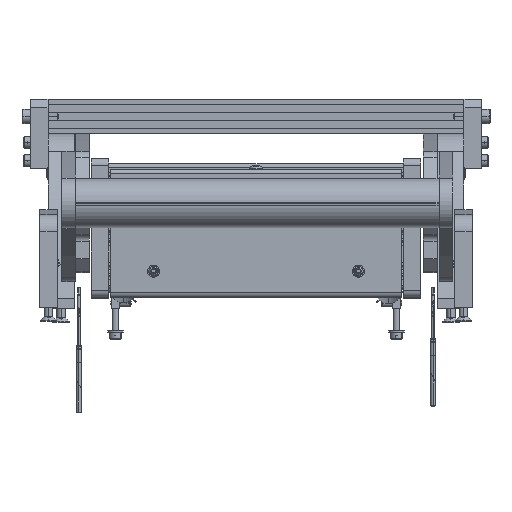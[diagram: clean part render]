
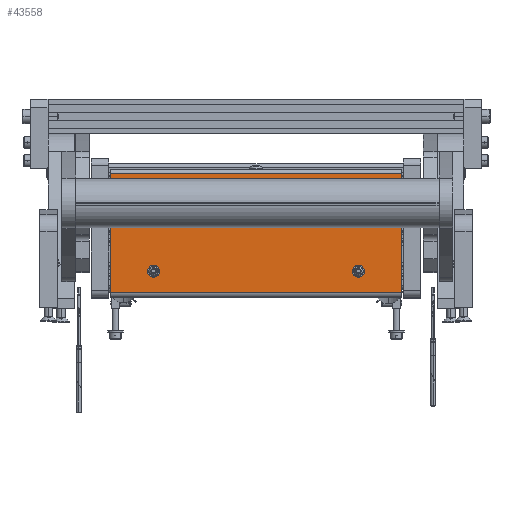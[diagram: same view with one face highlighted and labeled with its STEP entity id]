
A CAD part, top view. The second image highlights one B-rep face of the part: STEP entity #43558.
In plain terms, the highlighted face is planar.
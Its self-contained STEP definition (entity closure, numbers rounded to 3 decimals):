
#499 = CARTESIAN_POINT ( 'NONE',  ( 61.1, 58.8, 0. ) ) ;
#673 = VERTEX_POINT ( 'NONE', #499 ) ;
#682 = EDGE_LOOP ( 'NONE', ( #32318, #33161 ) ) ;
#6136 = EDGE_CURVE ( 'NONE', #23618, #16811, #38699, .T. ) ;
#6618 = DIRECTION ( 'NONE',  ( 0., 0., -1. ) ) ;
#6694 = CARTESIAN_POINT ( 'NONE',  ( 84., 2.737, 0. ) ) ;
#6981 = DIRECTION ( 'NONE',  ( 0., 1., 0. ) ) ;
#8007 = DIRECTION ( 'NONE',  ( 0., 0., -1. ) ) ;
#8764 = AXIS2_PLACEMENT_3D ( 'NONE', #18791, #6618, #23752 ) ;
#9112 = AXIS2_PLACEMENT_3D ( 'NONE', #46712, #38138, #42499 ) ;
#9597 = CIRCLE ( 'NONE', #9112, 2.1 ) ;
#10625 = CARTESIAN_POINT ( 'NONE',  ( 56.9, 58.8, 0. ) ) ;
#11042 = DIRECTION ( 'NONE',  ( -1., 0., 0. ) ) ;
#11496 = CARTESIAN_POINT ( 'NONE',  ( -61.1, 58.8, 0. ) ) ;
#11911 = VERTEX_POINT ( 'NONE', #24231 ) ;
#12443 = ORIENTED_EDGE ( 'NONE', *, *, #53305, .F. ) ;
#12668 = DIRECTION ( 'NONE',  ( -1., 0., 0. ) ) ;
#12864 = EDGE_CURVE ( 'NONE', #40206, #11911, #40938, .T. ) ;
#13238 = EDGE_CURVE ( 'NONE', #46901, #35922, #39643, .T. ) ;
#13408 = ORIENTED_EDGE ( 'NONE', *, *, #56012, .F. ) ;
#13547 = CARTESIAN_POINT ( 'NONE',  ( 84., 0., 0. ) ) ;
#16811 = VERTEX_POINT ( 'NONE', #11496 ) ;
#18791 = CARTESIAN_POINT ( 'NONE',  ( 59., 58.8, 0. ) ) ;
#19524 = CARTESIAN_POINT ( 'NONE',  ( -84., 0., 0. ) ) ;
#20264 = ORIENTED_EDGE ( 'NONE', *, *, #12864, .T. ) ;
#20507 = ORIENTED_EDGE ( 'NONE', *, *, #30562, .F. ) ;
#21624 = DIRECTION ( 'NONE',  ( -1., 0., 0. ) ) ;
#21838 = EDGE_LOOP ( 'NONE', ( #13408, #56017, #20507, #20264 ) ) ;
#23544 = VECTOR ( 'NONE', #34549, 1000. ) ;
#23618 = VERTEX_POINT ( 'NONE', #23792 ) ;
#23752 = DIRECTION ( 'NONE',  ( -1., 0., 0. ) ) ;
#23792 = CARTESIAN_POINT ( 'NONE',  ( -56.9, 58.8, 0. ) ) ;
#24231 = CARTESIAN_POINT ( 'NONE',  ( -84., 71.133, 0. ) ) ;
#26399 = EDGE_CURVE ( 'NONE', #43508, #673, #9597, .T. ) ;
#28578 = ORIENTED_EDGE ( 'NONE', *, *, #26399, .F. ) ;
#28668 = CARTESIAN_POINT ( 'NONE',  ( -84., 0., 0. ) ) ;
#29369 = CIRCLE ( 'NONE', #8764, 2.1 ) ;
#29886 = CARTESIAN_POINT ( 'NONE',  ( -59., 58.8, 0. ) ) ;
#30106 = CARTESIAN_POINT ( 'NONE',  ( -84., 2.737, 0. ) ) ;
#30562 = EDGE_CURVE ( 'NONE', #40206, #46901, #55666, .T. ) ;
#32318 = ORIENTED_EDGE ( 'NONE', *, *, #49415, .F. ) ;
#33161 = ORIENTED_EDGE ( 'NONE', *, *, #6136, .F. ) ;
#34549 = DIRECTION ( 'NONE',  ( 1., 0., 0. ) ) ;
#35848 = VECTOR ( 'NONE', #21624, 1000. ) ;
#35922 = VERTEX_POINT ( 'NONE', #43444 ) ;
#35942 = AXIS2_PLACEMENT_3D ( 'NONE', #28668, #55212, #11042 ) ;
#36189 = CARTESIAN_POINT ( 'NONE',  ( -84., 2.737, 0. ) ) ;
#36227 = VECTOR ( 'NONE', #6981, 1000. ) ;
#36748 = FACE_BOUND ( 'NONE', #682, .T. ) ;
#38138 = DIRECTION ( 'NONE',  ( 0., 0., -1. ) ) ;
#38699 = CIRCLE ( 'NONE', #51313, 2.1 ) ;
#38910 = CARTESIAN_POINT ( 'NONE',  ( -59., 58.8, 0. ) ) ;
#39643 = LINE ( 'NONE', #13547, #53256 ) ;
#40206 = VERTEX_POINT ( 'NONE', #36189 ) ;
#40866 = FACE_BOUND ( 'NONE', #46005, .T. ) ;
#40938 = LINE ( 'NONE', #19524, #36227 ) ;
#42499 = DIRECTION ( 'NONE',  ( -1., 0., 0. ) ) ;
#42641 = LINE ( 'NONE', #47799, #35848 ) ;
#42909 = DIRECTION ( 'NONE',  ( 0., 0., -1. ) ) ;
#43100 = DIRECTION ( 'NONE',  ( -1., 0., 0. ) ) ;
#43444 = CARTESIAN_POINT ( 'NONE',  ( 84., 71.133, 0. ) ) ;
#43508 = VERTEX_POINT ( 'NONE', #10625 ) ;
#43558 = ADVANCED_FACE ( 'NONE', ( #36748, #40866, #48279 ), #49899, .T. ) ;
#44697 = DIRECTION ( 'NONE',  ( 0., 1., 0. ) ) ;
#46005 = EDGE_LOOP ( 'NONE', ( #28578, #12443 ) ) ;
#46712 = CARTESIAN_POINT ( 'NONE',  ( 59., 58.8, 0. ) ) ;
#46901 = VERTEX_POINT ( 'NONE', #6694 ) ;
#47799 = CARTESIAN_POINT ( 'NONE',  ( -84., 71.133, 0. ) ) ;
#48279 = FACE_OUTER_BOUND ( 'NONE', #21838, .T. ) ;
#49415 = EDGE_CURVE ( 'NONE', #16811, #23618, #53770, .T. ) ;
#49899 = PLANE ( 'NONE',  #35942 ) ;
#51313 = AXIS2_PLACEMENT_3D ( 'NONE', #29886, #8007, #43100 ) ;
#53256 = VECTOR ( 'NONE', #44697, 1000. ) ;
#53305 = EDGE_CURVE ( 'NONE', #673, #43508, #29369, .T. ) ;
#53770 = CIRCLE ( 'NONE', #54098, 2.1 ) ;
#54098 = AXIS2_PLACEMENT_3D ( 'NONE', #38910, #42909, #12668 ) ;
#55212 = DIRECTION ( 'NONE',  ( 0., 0., -1. ) ) ;
#55666 = LINE ( 'NONE', #30106, #23544 ) ;
#56012 = EDGE_CURVE ( 'NONE', #35922, #11911, #42641, .T. ) ;
#56017 = ORIENTED_EDGE ( 'NONE', *, *, #13238, .F. ) ;
